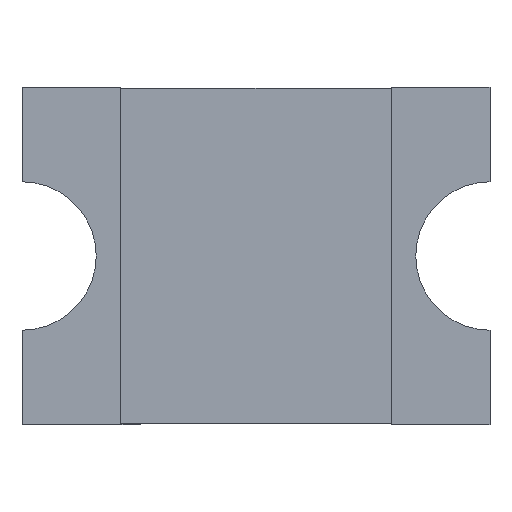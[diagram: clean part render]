
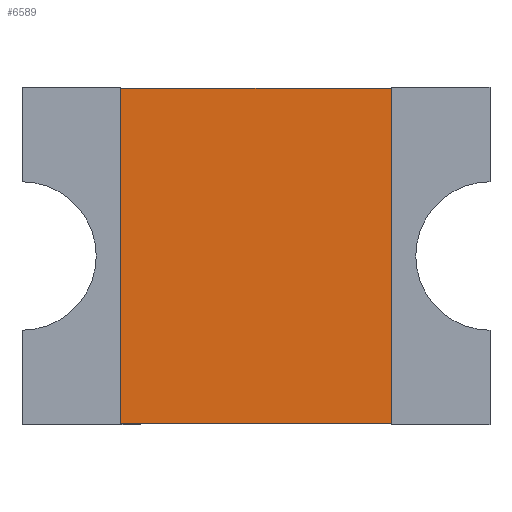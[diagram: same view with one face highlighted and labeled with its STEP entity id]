
A CAD part, front view. The second image highlights one B-rep face of the part: STEP entity #6589.
In plain terms, the highlighted planar face has unit normal (0, -1, 0).
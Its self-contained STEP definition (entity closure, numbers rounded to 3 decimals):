
#1220 = ORIENTED_EDGE ( 'NONE', *, *, #9988, .T. ) ;
#1653 = FACE_OUTER_BOUND ( 'NONE', #9725, .T. ) ;
#2246 = VERTEX_POINT ( 'NONE', #13606 ) ;
#3035 = VERTEX_POINT ( 'NONE', #5137 ) ;
#3896 = LINE ( 'NONE', #17098, #13545 ) ;
#4033 = CARTESIAN_POINT ( 'NONE',  ( -1.365, 0.1, 1.695 ) ) ;
#5137 = CARTESIAN_POINT ( 'NONE',  ( -1.365, 0.1, 1.695 ) ) ;
#5389 = DIRECTION ( 'NONE',  ( 1., 0., 0. ) ) ;
#6530 = EDGE_CURVE ( 'NONE', #3035, #16907, #9962, .T. ) ;
#6589 = ADVANCED_FACE ( 'NONE', ( #1653 ), #11918, .T. ) ;
#7839 = CARTESIAN_POINT ( 'NONE',  ( -1.365, 0.1, 1.705 ) ) ;
#8001 = VECTOR ( 'NONE', #19285, 1000. ) ;
#8986 = DIRECTION ( 'NONE',  ( 0., 0., -1. ) ) ;
#9309 = LINE ( 'NONE', #7839, #9995 ) ;
#9725 = EDGE_LOOP ( 'NONE', ( #1220, #19054, #15806, #18140 ) ) ;
#9962 = LINE ( 'NONE', #4033, #18106 ) ;
#9988 = EDGE_CURVE ( 'NONE', #3035, #11139, #9309, .T. ) ;
#9995 = VECTOR ( 'NONE', #15672, 1000. ) ;
#10385 = CARTESIAN_POINT ( 'NONE',  ( 1.365, 0.1, 1.695 ) ) ;
#11139 = VERTEX_POINT ( 'NONE', #13263 ) ;
#11918 = PLANE ( 'NONE',  #15915 ) ;
#12690 = EDGE_CURVE ( 'NONE', #2246, #11139, #3896, .T. ) ;
#13263 = CARTESIAN_POINT ( 'NONE',  ( -1.365, 0.1, -1.695 ) ) ;
#13305 = CARTESIAN_POINT ( 'NONE',  ( -1.365, 0.1, -1.705 ) ) ;
#13545 = VECTOR ( 'NONE', #14051, 1000. ) ;
#13606 = CARTESIAN_POINT ( 'NONE',  ( 1.365, 0.1, -1.695 ) ) ;
#14051 = DIRECTION ( 'NONE',  ( -1., 0., 0. ) ) ;
#14854 = CARTESIAN_POINT ( 'NONE',  ( 1.365, 0.1, 1.705 ) ) ;
#15672 = DIRECTION ( 'NONE',  ( 0., 0., -1. ) ) ;
#15806 = ORIENTED_EDGE ( 'NONE', *, *, #18297, .T. ) ;
#15915 = AXIS2_PLACEMENT_3D ( 'NONE', #13305, #18115, #8986 ) ;
#16520 = LINE ( 'NONE', #14854, #8001 ) ;
#16907 = VERTEX_POINT ( 'NONE', #10385 ) ;
#17098 = CARTESIAN_POINT ( 'NONE',  ( -1.365, 0.1, -1.695 ) ) ;
#18106 = VECTOR ( 'NONE', #5389, 1000. ) ;
#18115 = DIRECTION ( 'NONE',  ( 0., -1., 0. ) ) ;
#18140 = ORIENTED_EDGE ( 'NONE', *, *, #6530, .F. ) ;
#18297 = EDGE_CURVE ( 'NONE', #2246, #16907, #16520, .T. ) ;
#19054 = ORIENTED_EDGE ( 'NONE', *, *, #12690, .F. ) ;
#19285 = DIRECTION ( 'NONE',  ( 0., 0., 1. ) ) ;
